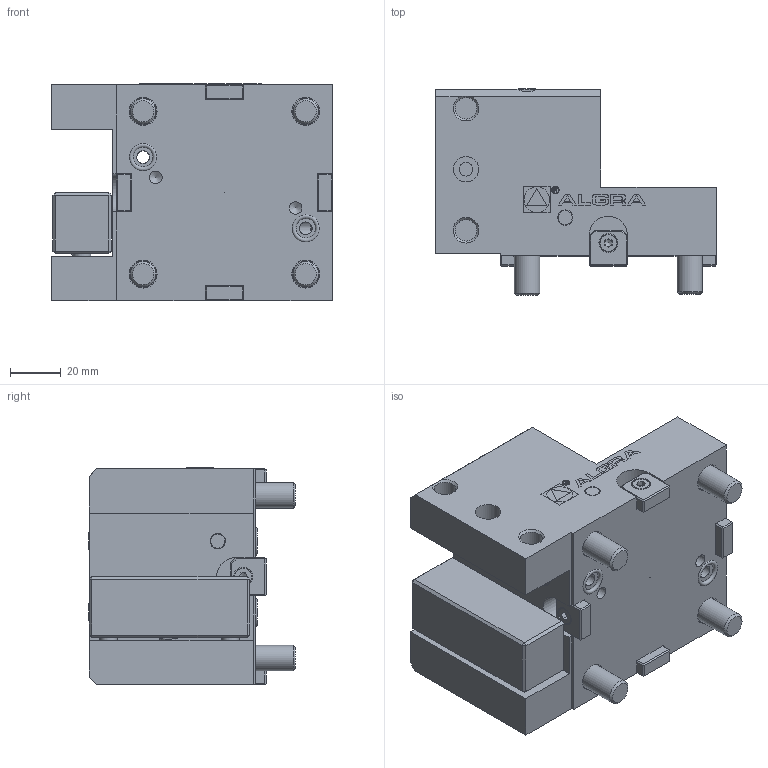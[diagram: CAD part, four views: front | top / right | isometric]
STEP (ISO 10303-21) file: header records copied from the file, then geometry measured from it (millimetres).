
FILE_DESCRIPTION (( 'STEP AP214' ), '1' );
FILE_NAME ('E10U25T55X65.STEP', '2022-01-19T07:24:23', ( '' ), ( '' ), 'SwSTEP 2.0', 'SolidWorks 2016', '' );
FILE_SCHEMA (( 'AUTOMOTIVE_DESIGN' ));
Length unit declared in the file: millimetre
Products named in the file (16): 1102_N_Finito; MT401-13_Finito; 06023E_Vite M10 X 70_06023E_Vite M10 X 70; 060236_Vite M10 X 30_060236_Vite M10 X 30; 050P2L_Tappo espansione 6x9.3_050P2L_Tappo espansione 6x9.3; 050J0H_O-Ring 1,78x7,66_050J0H_O-Ring 1,78x7,66; Z3-12-M6_Finito; 06020I_Vite M4 X 6_06020I_Vite M4 X 6; 060217_Vite M5 X 20_060217_Vite M5 X 20; E10-P06X63; 0602UB_Vite(TSPCEI)M6x8_0602UB_Vite(TSPCEI)M6x8; B55-01-0012_Finito; 060968_Vite(STCEIEC)M10x16_060968_Vite(STCEIEC)M10x16; 050JM2_O-Ring 1.5x9.5_050JM2_O-Ring 1.5x9.5; E10U25T55X65; Logo Algra_R_NEW_Logo Algra - x1
Assembly tree (30 placements, depth 2):
  E10U25T55X65
    B55-01-0012_Finito
    050P2L_Tappo espansione 6x9.3_050P2L_Tappo espansione 6x9.3  x3
    1102_N_Finito
    E10-P06X63
    060217_Vite M5 X 20_060217_Vite M5 X 20
    060968_Vite(STCEIEC)M10x16_060968_Vite(STCEIEC)M10x16  x2
    MT401-13_Finito  x4
    050J0H_O-Ring 1,78x7,66_050J0H_O-Ring 1,78x7,66  x2
    06020I_Vite M4 X 6_06020I_Vite M4 X 6  x4
    060236_Vite M10 X 30_060236_Vite M10 X 30  x2
    06023E_Vite M10 X 70_06023E_Vite M10 X 70  x2
    050JM2_O-Ring 1.5x9.5_050JM2_O-Ring 1.5x9.5  x2
    Z3-12-M6_Finito  x2
    0602UB_Vite(TSPCEI)M6x8_0602UB_Vite(TSPCEI)M6x8  x2
    Logo Algra_R_NEW_Logo Algra - x1
Bounding box: 110.5 x 81.29 x 85.57 mm (x, y, z)
Volume: 406342.2 mm3; surface area: 84179.8 mm2
Topology: 38 solids, 38 shells, 665 faces, 1526 edges, 945 vertices
Faces by surface type: plane 445, cylinder 115, cone 71, torus 24, bspline 8, sphere 2
Full cylindrical faces by diameter (mm): 0.1 x1, 2.5 x1, 3 x1, 3.3 x4, 4 x4, 4.2 x1, 4.5 x4, 5 x14, 5.3 x2, 6 x11, 7 x6, 7.5 x4, 8.5 x5, 9.3 x2, 10 x8, 10.132 x1, 11 x4, 11.57 x2, 12 x2, 16 x4, 17 x4
Entity records: 13791 total; most frequent: CARTESIAN_POINT 3150, DIRECTION 1953, ORIENTED_EDGE 1704, EDGE_CURVE 852, AXIS2_PLACEMENT_3D 686, EDGE_LOOP 596, VERTEX_POINT 592, VECTOR 581
